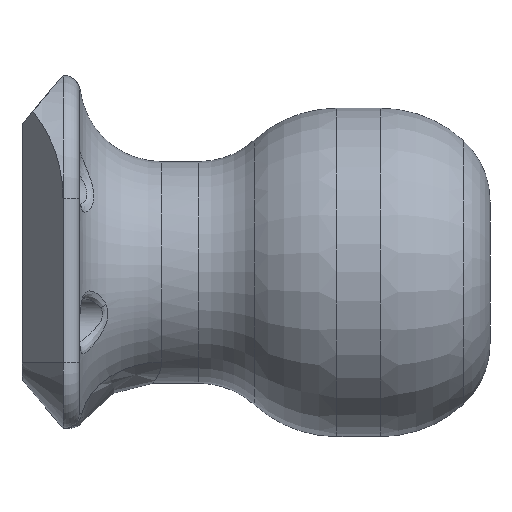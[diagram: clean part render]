
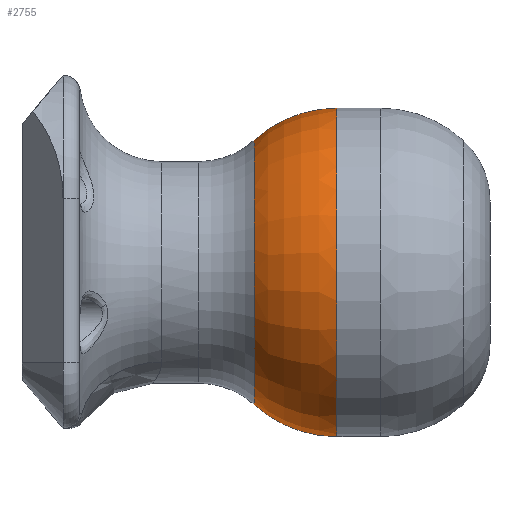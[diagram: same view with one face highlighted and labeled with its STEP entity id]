
A CAD part, left-side view. The second image highlights one B-rep face of the part: STEP entity #2755.
In plain terms, the highlighted toroidal (fillet/blend) face has major radius 5 mm and minor radius 15 mm.
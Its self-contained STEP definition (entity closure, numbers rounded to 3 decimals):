
#34 = EDGE_CURVE ( 'NONE', #1792, #2377, #668, .T. ) ;
#61 = ORIENTED_EDGE ( 'NONE', *, *, #2548, .F. ) ;
#144 = EDGE_CURVE ( 'NONE', #1079, #2377, #1289, .T. ) ;
#174 = VERTEX_POINT ( 'NONE', #862 ) ;
#208 = CARTESIAN_POINT ( 'NONE',  ( 41.097, -59.094, -48.219 ) ) ;
#339 = EDGE_CURVE ( 'NONE', #174, #1792, #3209, .T. ) ;
#346 = DIRECTION ( 'NONE',  ( 0., -1., 0. ) ) ;
#442 = CARTESIAN_POINT ( 'NONE',  ( 41.097, -59.094, -28.219 ) ) ;
#616 = AXIS2_PLACEMENT_3D ( 'NONE', #1940, #2242, #1142 ) ;
#668 = CIRCLE ( 'NONE', #1342, 16.1 ) ;
#738 = ORIENTED_EDGE ( 'NONE', *, *, #339, .T. ) ;
#814 = DIRECTION ( 'NONE',  ( 0., 0., -1. ) ) ;
#862 = CARTESIAN_POINT ( 'NONE',  ( 41.097, -59.094, -8.219 ) ) ;
#877 = CIRCLE ( 'NONE', #1436, 20. ) ;
#946 = DIRECTION ( 'NONE',  ( -1., 0., 0. ) ) ;
#1079 = VERTEX_POINT ( 'NONE', #208 ) ;
#1142 = DIRECTION ( 'NONE',  ( 0., 0., -1. ) ) ;
#1289 = CIRCLE ( 'NONE', #616, 15. ) ;
#1342 = AXIS2_PLACEMENT_3D ( 'NONE', #2378, #3228, #814 ) ;
#1381 = AXIS2_PLACEMENT_3D ( 'NONE', #442, #1517, #2606 ) ;
#1436 = AXIS2_PLACEMENT_3D ( 'NONE', #2767, #346, #3473 ) ;
#1497 = FACE_OUTER_BOUND ( 'NONE', #3186, .T. ) ;
#1517 = DIRECTION ( 'NONE',  ( 0., 1., 0. ) ) ;
#1670 = CARTESIAN_POINT ( 'NONE',  ( 41.097, -49.005, -12.119 ) ) ;
#1677 = ORIENTED_EDGE ( 'NONE', *, *, #34, .T. ) ;
#1792 = VERTEX_POINT ( 'NONE', #1670 ) ;
#1808 = DIRECTION ( 'NONE',  ( 0., 0., 1. ) ) ;
#1940 = CARTESIAN_POINT ( 'NONE',  ( 41.097, -59.094, -33.219 ) ) ;
#2242 = DIRECTION ( 'NONE',  ( 1., 0., 0. ) ) ;
#2371 = AXIS2_PLACEMENT_3D ( 'NONE', #2553, #946, #1808 ) ;
#2377 = VERTEX_POINT ( 'NONE', #2617 ) ;
#2378 = CARTESIAN_POINT ( 'NONE',  ( 41.097, -49.005, -28.219 ) ) ;
#2548 = EDGE_CURVE ( 'NONE', #174, #1079, #877, .T. ) ;
#2553 = CARTESIAN_POINT ( 'NONE',  ( 41.097, -59.094, -23.219 ) ) ;
#2606 = DIRECTION ( 'NONE',  ( 0., 0., 1. ) ) ;
#2617 = CARTESIAN_POINT ( 'NONE',  ( 41.097, -49.005, -44.319 ) ) ;
#2755 = ADVANCED_FACE ( 'NONE', ( #1497 ), #2806, .T. ) ;
#2767 = CARTESIAN_POINT ( 'NONE',  ( 41.097, -59.094, -28.219 ) ) ;
#2806 = TOROIDAL_SURFACE ( 'NONE', #1381, 5., 15. ) ;
#2982 = ORIENTED_EDGE ( 'NONE', *, *, #144, .F. ) ;
#3186 = EDGE_LOOP ( 'NONE', ( #2982, #61, #738, #1677 ) ) ;
#3209 = CIRCLE ( 'NONE', #2371, 15. ) ;
#3228 = DIRECTION ( 'NONE',  ( 0., -1., 0. ) ) ;
#3473 = DIRECTION ( 'NONE',  ( 0., 0., 1. ) ) ;
